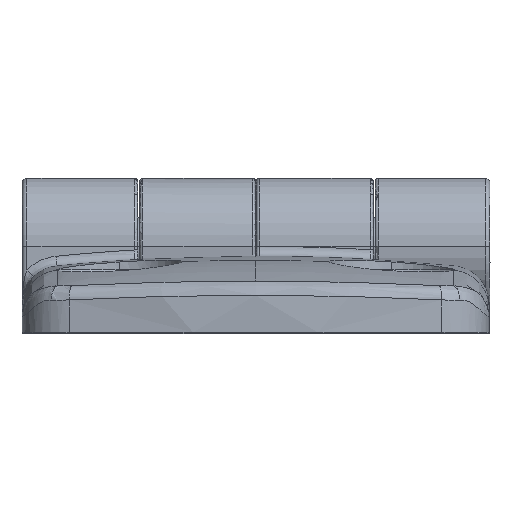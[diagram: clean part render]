
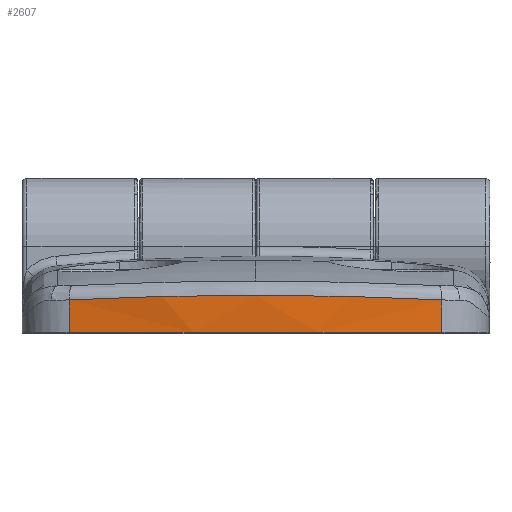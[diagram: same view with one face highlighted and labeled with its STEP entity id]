
A CAD part, top view. The second image highlights one B-rep face of the part: STEP entity #2607.
In plain terms, the highlighted cylindrical face has radius 100 mm (diameter 200 mm), a partial arc.
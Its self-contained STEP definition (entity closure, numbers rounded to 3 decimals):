
#22 = CARTESIAN_POINT ( 'NONE',  ( -0.1, 7.9, -61.5 ) ) ;
#194 = VERTEX_POINT ( 'NONE', #3218 ) ;
#301 = B_SPLINE_CURVE_WITH_KNOTS ( 'NONE', 3,
 ( #6543, #8386, #3865, #10222 ),
 .UNSPECIFIED., .F., .F.,
 ( 4, 4 ),
 ( 0., 1. ),
 .UNSPECIFIED. ) ;
#396 = VERTEX_POINT ( 'NONE', #8158 ) ;
#468 = LINE ( 'NONE', #603, #9856 ) ;
#481 = LINE ( 'NONE', #549, #9871 ) ;
#504 = AXIS2_PLACEMENT_3D ( 'NONE', #22, #6410, #4632 ) ;
#549 = CARTESIAN_POINT ( 'NONE',  ( 19.049, 7.9, 36.649 ) ) ;
#559 = CYLINDRICAL_SURFACE ( 'NONE', #504, 100. ) ;
#603 = CARTESIAN_POINT ( 'NONE',  ( -19.249, 15.9, 36.649 ) ) ;
#879 = EDGE_LOOP ( 'NONE', ( #10992, #3005, #2956, #4507, #8442 ) ) ;
#1198 = VERTEX_POINT ( 'NONE', #1199 ) ;
#1199 = CARTESIAN_POINT ( 'NONE',  ( -0.1, 3.818, 38.5 ) ) ;
#1508 = DIRECTION ( 'NONE',  ( 0., 1., 0. ) ) ;
#1530 = VERTEX_POINT ( 'NONE', #7326 ) ;
#1572 = B_SPLINE_CURVE_WITH_KNOTS ( 'NONE', 3,
 ( #10583, #9651, #11502, #6005 ),
 .UNSPECIFIED., .F., .F.,
 ( 4, 4 ),
 ( 0., 1. ),
 .UNSPECIFIED. ) ;
#2027 = CARTESIAN_POINT ( 'NONE',  ( 19.049, 0., 36.649 ) ) ;
#2607 = ADVANCED_FACE ( 'NONE', ( #3708 ), #559, .T. ) ;
#2956 = ORIENTED_EDGE ( 'NONE', *, *, #8796, .T. ) ;
#3005 = ORIENTED_EDGE ( 'NONE', *, *, #10709, .F. ) ;
#3218 = CARTESIAN_POINT ( 'NONE',  ( 19.049, 3.351, 36.65 ) ) ;
#3708 = FACE_OUTER_BOUND ( 'NONE', #879, .T. ) ;
#3865 = CARTESIAN_POINT ( 'NONE',  ( 6.472, 3.818, 38.5 ) ) ;
#4260 = DIRECTION ( 'NONE',  ( 0., 1., 0. ) ) ;
#4507 = ORIENTED_EDGE ( 'NONE', *, *, #7774, .T. ) ;
#4632 = DIRECTION ( 'NONE',  ( 0., 0., -1. ) ) ;
#5175 = CARTESIAN_POINT ( 'NONE',  ( -0.1, 0., -61.5 ) ) ;
#6005 = CARTESIAN_POINT ( 'NONE',  ( -19.249, 3.351, 36.65 ) ) ;
#6067 = DIRECTION ( 'NONE',  ( 0., 0., -1. ) ) ;
#6410 = DIRECTION ( 'NONE',  ( 0., -1., 0. ) ) ;
#6543 = CARTESIAN_POINT ( 'NONE',  ( 19.049, 3.351, 36.65 ) ) ;
#6723 = EDGE_CURVE ( 'NONE', #396, #1530, #468, .T. ) ;
#7326 = CARTESIAN_POINT ( 'NONE',  ( -19.249, 3.351, 36.65 ) ) ;
#7774 = EDGE_CURVE ( 'NONE', #194, #1198, #301, .T. ) ;
#8158 = CARTESIAN_POINT ( 'NONE',  ( -19.249, 0., 36.649 ) ) ;
#8368 = VERTEX_POINT ( 'NONE', #2027 ) ;
#8386 = CARTESIAN_POINT ( 'NONE',  ( 12.892, 3.663, 37.851 ) ) ;
#8442 = ORIENTED_EDGE ( 'NONE', *, *, #9050, .T. ) ;
#8796 = EDGE_CURVE ( 'NONE', #8368, #194, #481, .T. ) ;
#9050 = EDGE_CURVE ( 'NONE', #1198, #1530, #1572, .T. ) ;
#9651 = CARTESIAN_POINT ( 'NONE',  ( -6.673, 3.818, 38.5 ) ) ;
#9653 = CIRCLE ( 'NONE', #11450, 100. ) ;
#9856 = VECTOR ( 'NONE', #1508, 1000. ) ;
#9871 = VECTOR ( 'NONE', #4260, 1000. ) ;
#10222 = CARTESIAN_POINT ( 'NONE',  ( -0.1, 3.818, 38.5 ) ) ;
#10583 = CARTESIAN_POINT ( 'NONE',  ( -0.1, 3.818, 38.5 ) ) ;
#10709 = EDGE_CURVE ( 'NONE', #8368, #396, #9653, .T. ) ;
#10992 = ORIENTED_EDGE ( 'NONE', *, *, #6723, .F. ) ;
#11450 = AXIS2_PLACEMENT_3D ( 'NONE', #5175, #11571, #6067 ) ;
#11502 = CARTESIAN_POINT ( 'NONE',  ( -13.093, 3.663, 37.851 ) ) ;
#11571 = DIRECTION ( 'NONE',  ( 0., -1., 0. ) ) ;
